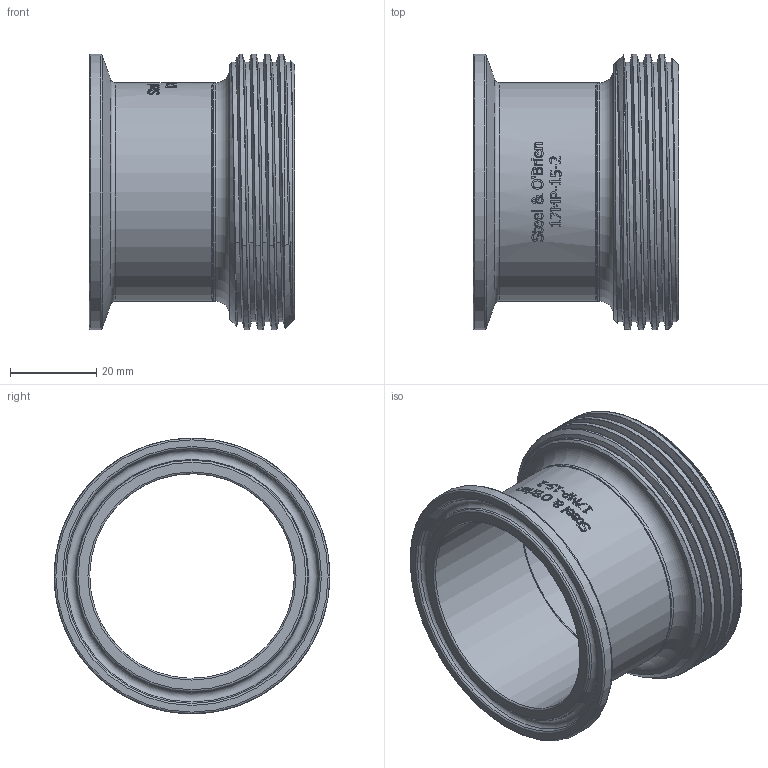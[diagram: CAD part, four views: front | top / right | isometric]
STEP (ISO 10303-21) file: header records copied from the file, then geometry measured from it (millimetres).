
FILE_DESCRIPTION(/* description */ (''),/* implementation_level */ '2;1');
FILE_NAME(/* name */ '17MP-15-2.stp',/* time_stamp */ '2022-01-20T08:07:30-05:00',/* author */ ('rick'),/* organization */ (''),/* preprocessor_version */ 'ST-DEVELOPER v18.1',/* originating_system */ 'Autodesk Inventor 2020',/* authorisation */ '');
FILE_SCHEMA (('AUTOMOTIVE_DESIGN { 1 0 10303 214 3 1 1 }'));
Length unit declared in the file: inch
Products named in the file (1): 17MP-15-2
Bounding box: 47.62 x 63.91 x 63.91 mm (x, y, z)
Volume: 29300.6 mm3; surface area: 21336.9 mm2
Topology: 1 solids, 1 shells, 379 faces, 1052 edges, 709 vertices
Faces by surface type: bspline 159, plane 153, cylinder 48, torus 12, cone 7
Full cylindrical faces by diameter (mm): 47.498 x2, 50.8 x2, 60.223 x4, 63.906 x4
Entity records: 18469 total; most frequent: CARTESIAN_POINT 9551, ORIENTED_EDGE 2104, DIRECTION 1405, EDGE_CURVE 1052, VERTEX_POINT 709, AXIS2_PLACEMENT_3D 476, LINE 453, VECTOR 453
